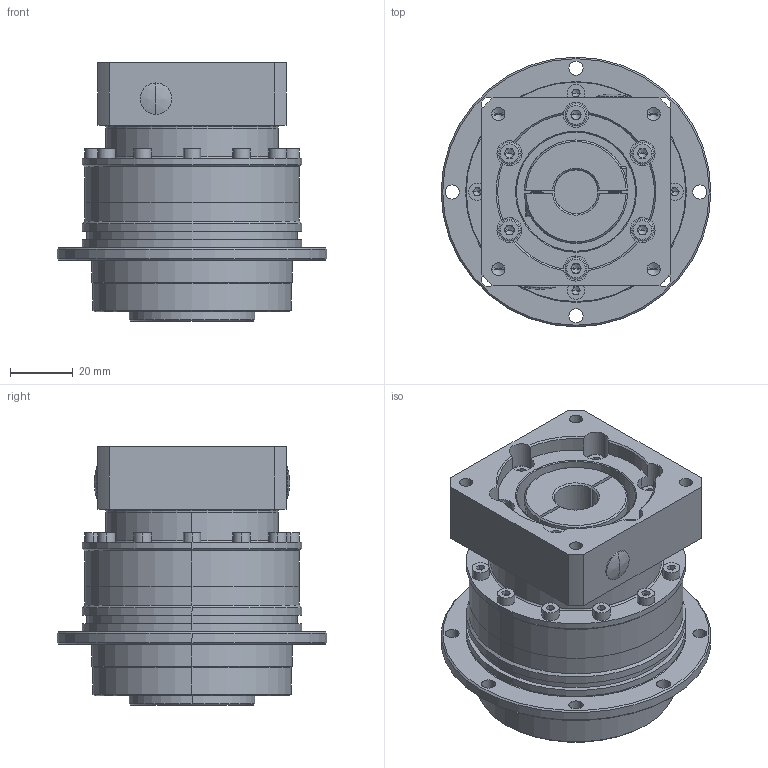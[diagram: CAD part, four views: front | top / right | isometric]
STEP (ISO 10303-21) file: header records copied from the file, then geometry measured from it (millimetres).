
FILE_DESCRIPTION (( 'STEP AP203' ), '1' );
FILE_NAME ('PHY064等僇俋夤.STEP', '2018-03-12T00:53:22', ( 'Sky123.Org' ), ( 'Sky123.Org' ), 'SwSTEP 2.0', 'SolidWorks 2012', '' );
FILE_SCHEMA (( 'CONFIG_CONTROL_DESIGN' ));
Length unit declared in the file: millimetre
Products named in the file (1): PHY064等僇俋夤
Bounding box: 86 x 86 x 82.5 mm (x, y, z)
Volume: 244402.4 mm3; surface area: 73294.8 mm2
Topology: 29 solids, 29 shells, 1135 faces, 2621 edges, 1538 vertices
Faces by surface type: plane 399, cone 343, cylinder 337, torus 34, bspline 18, sphere 4
Entity records: 32601 total; most frequent: CARTESIAN_POINT 6395, DIRECTION 5878, ORIENTED_EDGE 5142, EDGE_CURVE 2571, AXIS2_PLACEMENT_3D 2295, VERTEX_POINT 1538, LINE 1288, VECTOR 1288
